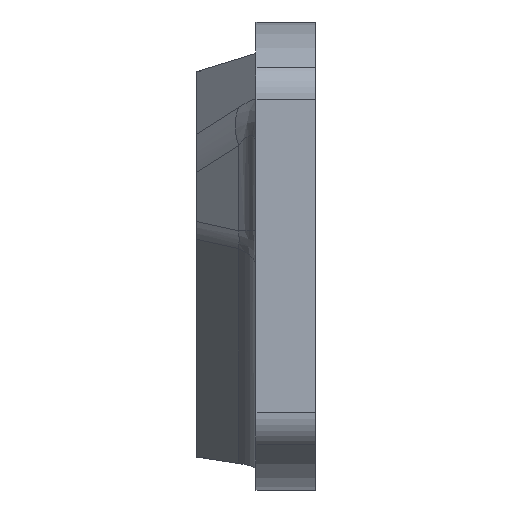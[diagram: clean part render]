
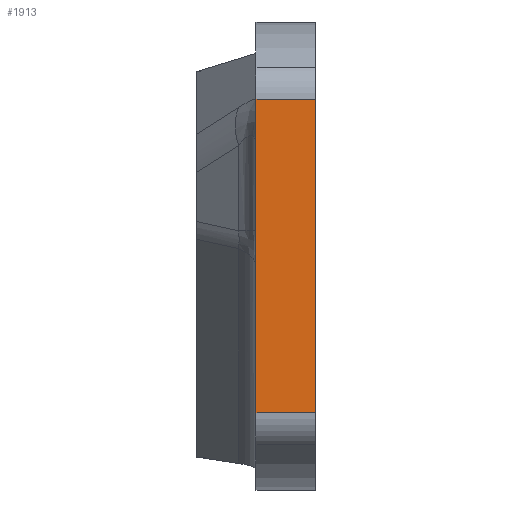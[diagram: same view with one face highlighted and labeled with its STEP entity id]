
A CAD part, left-side view. The second image highlights one B-rep face of the part: STEP entity #1913.
In plain terms, the highlighted planar face has unit normal (-1, 0, 0).
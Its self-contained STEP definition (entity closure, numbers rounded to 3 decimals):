
#82=PLANE('',#2087);
#173=LINE('',#3020,#357);
#200=LINE('',#3100,#384);
#201=LINE('',#3103,#385);
#202=LINE('',#3104,#386);
#357=VECTOR('',#2349,10.);
#384=VECTOR('',#2426,10.);
#385=VECTOR('',#2429,10.);
#386=VECTOR('',#2430,10.);
#559=FACE_OUTER_BOUND('',#674,.T.);
#674=EDGE_LOOP('',(#1484,#1485,#1486,#1487));
#937=VERTEX_POINT('',#3017);
#938=VERTEX_POINT('',#3019);
#965=VERTEX_POINT('',#3096);
#967=VERTEX_POINT('',#3102);
#1119=EDGE_CURVE('',#938,#937,#173,.T.);
#1161=EDGE_CURVE('',#938,#965,#200,.T.);
#1162=EDGE_CURVE('',#967,#937,#201,.T.);
#1163=EDGE_CURVE('',#965,#967,#202,.T.);
#1484=ORIENTED_EDGE('',*,*,#1161,.F.);
#1485=ORIENTED_EDGE('',*,*,#1119,.T.);
#1486=ORIENTED_EDGE('',*,*,#1162,.F.);
#1487=ORIENTED_EDGE('',*,*,#1163,.F.);
#1913=ADVANCED_FACE('',(#559),#82,.T.);
#2087=AXIS2_PLACEMENT_3D('',#3101,#2427,#2428);
#2349=DIRECTION('',(0.,0.,1.));
#2426=DIRECTION('',(0.,1.,0.));
#2427=DIRECTION('center_axis',(-1.,0.,0.));
#2428=DIRECTION('ref_axis',(0.,0.,1.));
#2429=DIRECTION('',(0.,-1.,0.));
#2430=DIRECTION('',(0.,0.,1.));
#3017=CARTESIAN_POINT('',(-137.562,0.,11.04));
#3019=CARTESIAN_POINT('',(-137.562,0.,-20.557));
#3020=CARTESIAN_POINT('',(-137.562,0.,-22.467));
#3096=CARTESIAN_POINT('',(-137.562,6.,-20.557));
#3100=CARTESIAN_POINT('',(-137.562,0.,-20.557));
#3101=CARTESIAN_POINT('Origin',(-137.562,0.,-22.467));
#3102=CARTESIAN_POINT('',(-137.562,6.,11.04));
#3103=CARTESIAN_POINT('',(-137.562,0.,11.04));
#3104=CARTESIAN_POINT('',(-137.562,6.,-22.467));
